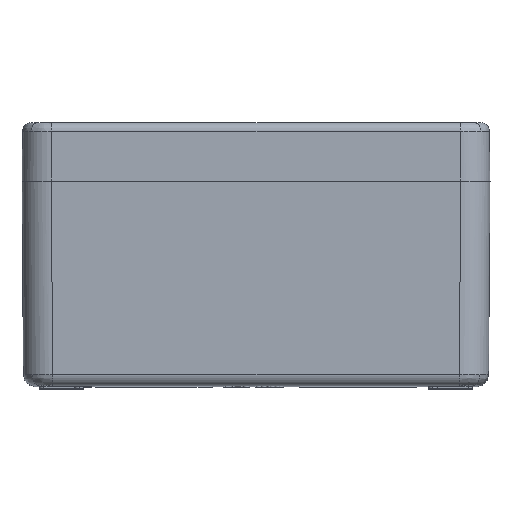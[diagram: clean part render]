
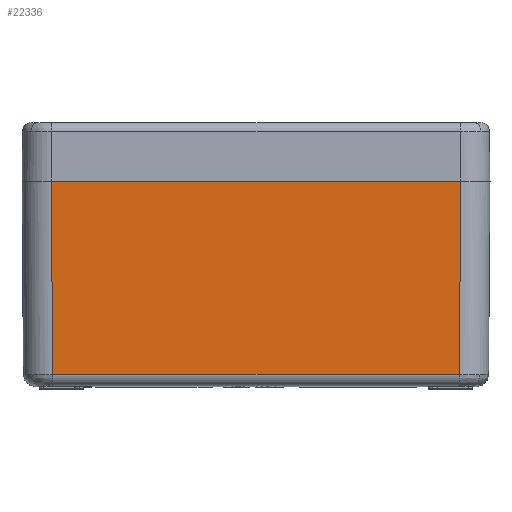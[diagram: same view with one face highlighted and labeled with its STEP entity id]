
A CAD part, top view. The second image highlights one B-rep face of the part: STEP entity #22336.
In plain terms, the highlighted planar face has unit normal (0, -0.007, 1).
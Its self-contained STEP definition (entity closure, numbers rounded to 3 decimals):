
#925 = CARTESIAN_POINT ( 'NONE',  ( -70.001, 2.07, 80. ) ) ;
#1816 = CARTESIAN_POINT ( 'NONE',  ( -80., -0.5, 79.983 ) ) ;
#3839 = ORIENTED_EDGE ( 'NONE', *, *, #22174, .T. ) ;
#4614 = LINE ( 'NONE', #11039, #16292 ) ;
#6583 = VECTOR ( 'NONE', #63380, 1000. ) ;
#6620 = EDGE_CURVE ( 'NONE', #62212, #12760, #56550, .T. ) ;
#7323 = CARTESIAN_POINT ( 'NONE',  ( -80., 2., 80. ) ) ;
#7490 = CARTESIAN_POINT ( 'NONE',  ( 69.522, -66.528, 79.522 ) ) ;
#11039 = CARTESIAN_POINT ( 'NONE',  ( 69.993, 0.953, 79.993 ) ) ;
#12760 = VERTEX_POINT ( 'NONE', #20443 ) ;
#15496 = EDGE_CURVE ( 'NONE', #12760, #46192, #18266, .T. ) ;
#16292 = VECTOR ( 'NONE', #30864, 1000. ) ;
#16829 = VECTOR ( 'NONE', #35763, 1000. ) ;
#17354 = DIRECTION ( 'NONE',  ( 0., -1., -0.007 ) ) ;
#18266 = LINE ( 'NONE', #23560, #6583 ) ;
#18992 = LINE ( 'NONE', #1816, #57146 ) ;
#20443 = CARTESIAN_POINT ( 'NONE',  ( -69.522, -66.528, 79.522 ) ) ;
#20671 = CARTESIAN_POINT ( 'NONE',  ( -69.983, -0.5, 79.983 ) ) ;
#22133 = PLANE ( 'NONE',  #35059 ) ;
#22174 = EDGE_CURVE ( 'NONE', #46192, #53707, #4614, .T. ) ;
#22336 = ADVANCED_FACE ( 'NONE', ( #63016 ), #22133, .T. ) ;
#23560 = CARTESIAN_POINT ( 'NONE',  ( 69.494, -66.528, 79.522 ) ) ;
#27828 = EDGE_CURVE ( 'NONE', #53707, #62212, #18992, .T. ) ;
#29504 = CARTESIAN_POINT ( 'NONE',  ( 69.983, -0.5, 79.983 ) ) ;
#30864 = DIRECTION ( 'NONE',  ( 0.007, 1., 0.007 ) ) ;
#31664 = DIRECTION ( 'NONE',  ( -1., 0., 0. ) ) ;
#32193 = EDGE_LOOP ( 'NONE', ( #45776, #61397, #3839, #63557 ) ) ;
#35059 = AXIS2_PLACEMENT_3D ( 'NONE', #7323, #47185, #17354 ) ;
#35763 = DIRECTION ( 'NONE',  ( 0.007, -1., -0.007 ) ) ;
#45776 = ORIENTED_EDGE ( 'NONE', *, *, #6620, .T. ) ;
#46192 = VERTEX_POINT ( 'NONE', #7490 ) ;
#47185 = DIRECTION ( 'NONE',  ( 0., -0.007, 1. ) ) ;
#53707 = VERTEX_POINT ( 'NONE', #29504 ) ;
#56550 = LINE ( 'NONE', #925, #16829 ) ;
#57146 = VECTOR ( 'NONE', #31664, 1000. ) ;
#61397 = ORIENTED_EDGE ( 'NONE', *, *, #15496, .T. ) ;
#62212 = VERTEX_POINT ( 'NONE', #20671 ) ;
#63016 = FACE_OUTER_BOUND ( 'NONE', #32193, .T. ) ;
#63380 = DIRECTION ( 'NONE',  ( 1., 0., 0. ) ) ;
#63557 = ORIENTED_EDGE ( 'NONE', *, *, #27828, .T. ) ;
